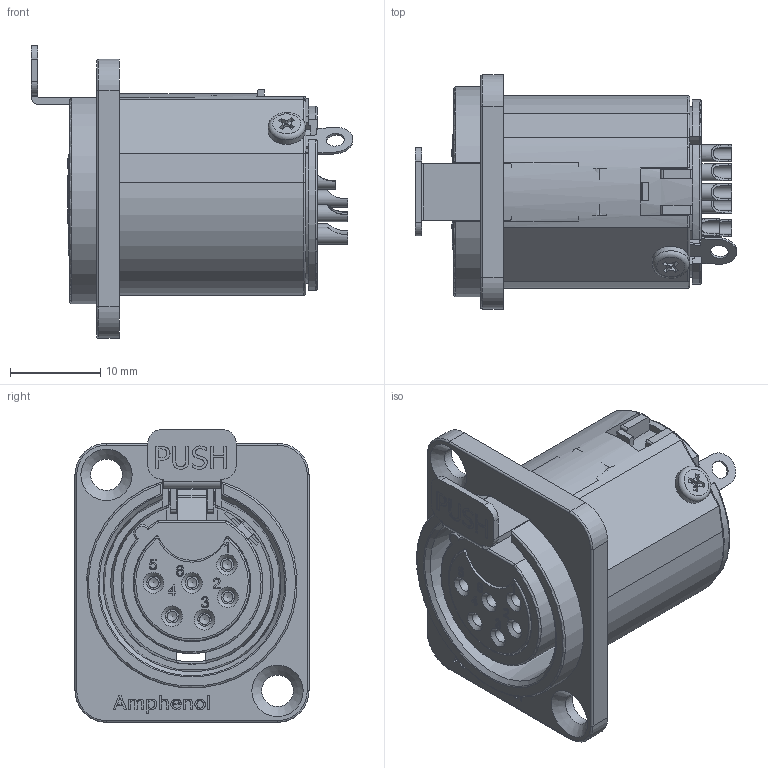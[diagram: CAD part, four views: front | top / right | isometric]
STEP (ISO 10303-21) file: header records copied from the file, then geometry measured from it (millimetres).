
FILE_DESCRIPTION(/* description */ (''),/* implementation_level */ '2;1');
FILE_NAME(/* name */ 'AC6AFDZB.stp',/* time_stamp */ '2019-11-06T09:37:42+11:00',/* author */ ('minh'),/* organization */ (''),/* preprocessor_version */ 'ST-DEVELOPER v16.1',/* originating_system */ 'Autodesk Inventor 2016',/* authorisation */ '');
FILE_SCHEMA (('AUTOMOTIVE_DESIGN { 1 0 10303 214 3 1 1 }'));
Length unit declared in the file: inch
Products named in the file (1): AC6AFDZB_Shrinkwrap_1
Bounding box: 35.74 x 26 x 32.52 mm (x, y, z)
Surface area: 9268.8 mm2 (no closed solid volume)
Topology: 0 solids, 68 shells, 399 faces, 1920 edges, 1534 vertices
Faces by surface type: plane 238, cylinder 93, cone 31, torus 20, bspline 17
Full cylindrical faces by diameter (mm): 1.4 x6, 1.5 x6, 1.6 x1, 1.9 x6, 2 x1, 3.5 x2, 4.1 x1, 13.1 x1
Entity records: 20186 total; most frequent: CARTESIAN_POINT 5732, ORIENTED_EDGE 2591, DIRECTION 2551, EDGE_CURVE 1853, VERTEX_POINT 1514, LINE 1021, VECTOR 1021, AXIS2_PLACEMENT_3D 765
